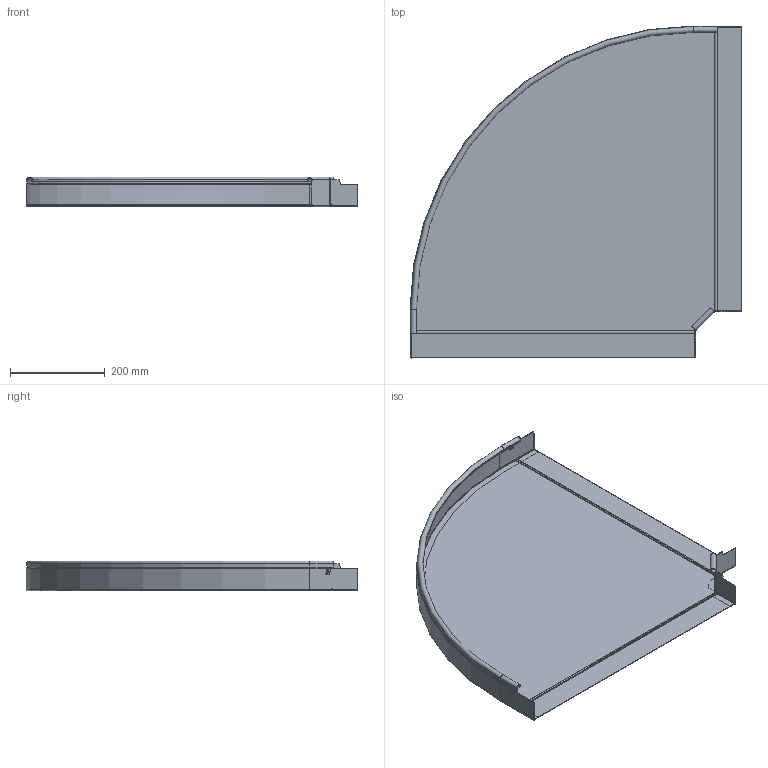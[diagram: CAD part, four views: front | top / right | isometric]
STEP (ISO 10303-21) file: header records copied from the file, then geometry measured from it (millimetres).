
FILE_DESCRIPTION((''),'2;1');
FILE_NAME('RBM_90_660_ASM','2012-10-01T',('AndreasKeweloh'),(''),'PRO/ENGINEER BY PARAMETRIC TECHNOLOGY CORPORATION, 2012230','PRO/ENGINEER BY PARAMETRIC TECHNOLOGY CORPORATION, 2012230','');
FILE_SCHEMA(('CONFIG_CONTROL_DESIGN'));
Length unit declared in the file: millimetre
Products named in the file (5): 033219_INNENHOLM60; 033200_BODENBLECH_600; 033542_AUSSENHOM_660; ASM0001_ASM; RBM_90_660_ASM
Assembly tree (4 placements, depth 3):
  RBM_90_660_ASM
    ASM0001_ASM
      033219_INNENHOLM60
      033200_BODENBLECH_600
      033542_AUSSENHOM_660
Bounding box: 701.35 x 701.35 x 63 mm (x, y, z)
Volume: 646134.1 mm3; surface area: 1040751.3 mm2
Topology: 3 solids, 3 shells, 375 faces, 951 edges, 606 vertices
Faces by surface type: plane 235, cylinder 72, extrusion 52, bspline 8, torus 8
Entity records: 13916 total; most frequent: CARTESIAN_POINT 4916, ORIENTED_EDGE 1902, DIRECTION 1673, EDGE_CURVE 951, VECTOR 739, LINE 687, VERTEX_POINT 606, AXIS2_PLACEMENT_3D 467
